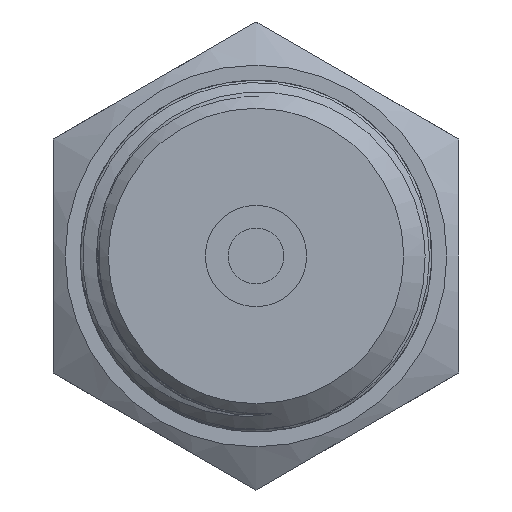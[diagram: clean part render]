
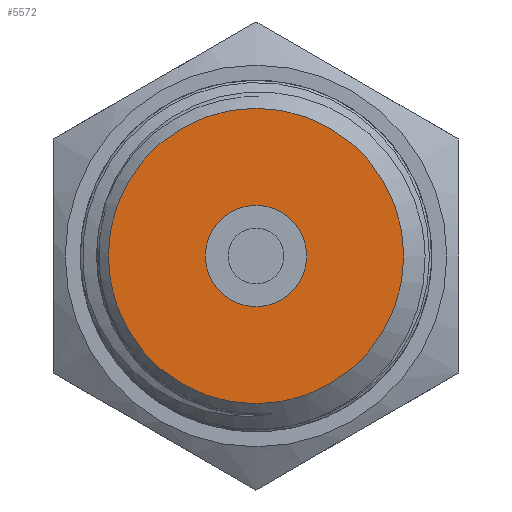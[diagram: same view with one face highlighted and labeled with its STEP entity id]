
A CAD part, left-side view. The second image highlights one B-rep face of the part: STEP entity #5572.
In plain terms, the highlighted planar face has unit normal (-1, 0, 0).
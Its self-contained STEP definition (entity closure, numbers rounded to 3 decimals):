
#315=FACE_BOUND('',#1000,.T.);
#349=PLANE('',#5768);
#656=FACE_OUTER_BOUND('',#999,.T.);
#999=EDGE_LOOP('',(#5115));
#1000=EDGE_LOOP('',(#5116));
#1081=CIRCLE('',#5767,3.);
#1082=CIRCLE('',#5769,8.75);
#2664=VERTEX_POINT('',#16605);
#2665=VERTEX_POINT('',#16609);
#3487=EDGE_CURVE('',#2664,#2664,#1081,.T.);
#3489=EDGE_CURVE('',#2665,#2665,#1082,.T.);
#5115=ORIENTED_EDGE('',*,*,#3489,.F.);
#5116=ORIENTED_EDGE('',*,*,#3487,.T.);
#5572=ADVANCED_FACE('',(#656,#315),#349,.T.);
#5767=AXIS2_PLACEMENT_3D('',#16606,#6338,#6339);
#5768=AXIS2_PLACEMENT_3D('',#16608,#6341,#6342);
#5769=AXIS2_PLACEMENT_3D('',#16610,#6343,#6344);
#6338=DIRECTION('center_axis',(1.,0.,0.));
#6339=DIRECTION('ref_axis',(0.,0.,-1.));
#6341=DIRECTION('center_axis',(-1.,0.,0.));
#6342=DIRECTION('ref_axis',(0.,0.,1.));
#6343=DIRECTION('center_axis',(1.,0.,0.));
#6344=DIRECTION('ref_axis',(0.,0.,-1.));
#16605=CARTESIAN_POINT('',(3.,-3.,0.));
#16606=CARTESIAN_POINT('Origin',(3.,0.,0.));
#16608=CARTESIAN_POINT('Origin',(3.,8.75,0.));
#16609=CARTESIAN_POINT('',(3.,-8.75,0.));
#16610=CARTESIAN_POINT('Origin',(3.,0.,0.));
